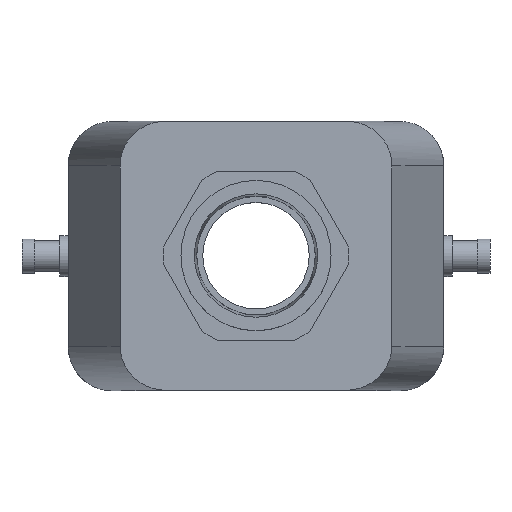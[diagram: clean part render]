
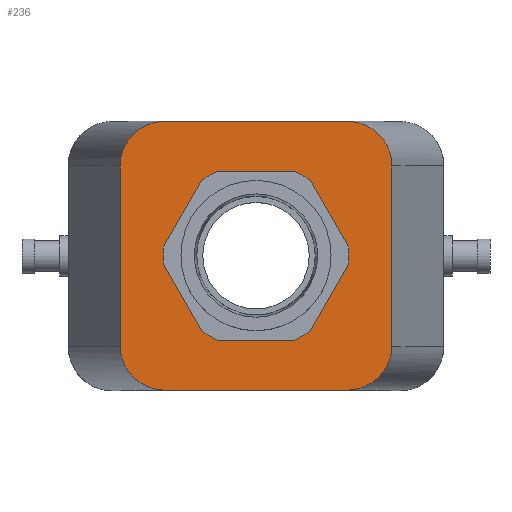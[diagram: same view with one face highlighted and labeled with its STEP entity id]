
A CAD part, top view. The second image highlights one B-rep face of the part: STEP entity #236.
In plain terms, the highlighted planar face has unit normal (0, 0, 1).
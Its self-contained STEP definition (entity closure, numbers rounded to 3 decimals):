
#236 = ADVANCED_FACE( '', ( #609, #610 ), #611, .T. );
#609 = FACE_BOUND( '', #1148, .T. );
#610 = FACE_OUTER_BOUND( '', #1149, .T. );
#611 = PLANE( '', #1150 );
#1148 = EDGE_LOOP( '', ( #1850 ) );
#1149 = EDGE_LOOP( '', ( #1851, #1852, #1853, #1854, #1855, #1856, #1857, #1858 ) );
#1150 = AXIS2_PLACEMENT_3D( '', #1859, #1860, #1861 );
#1850 = ORIENTED_EDGE( '', *, *, #3139, .F. );
#1851 = ORIENTED_EDGE( '', *, *, #3222, .T. );
#1852 = ORIENTED_EDGE( '', *, *, #3223, .T. );
#1853 = ORIENTED_EDGE( '', *, *, #3224, .F. );
#1854 = ORIENTED_EDGE( '', *, *, #3225, .F. );
#1855 = ORIENTED_EDGE( '', *, *, #3226, .T. );
#1856 = ORIENTED_EDGE( '', *, *, #3227, .F. );
#1857 = ORIENTED_EDGE( '', *, *, #3228, .F. );
#1858 = ORIENTED_EDGE( '', *, *, #3098, .T. );
#1859 = CARTESIAN_POINT( '', ( -21.7, 0., 52. ) );
#1860 = DIRECTION( '', ( 0., 0., 1. ) );
#1861 = DIRECTION( '', ( 1., 0., 0. ) );
#3098 = EDGE_CURVE( '', #3643, #3641, #3644, .T. );
#3139 = EDGE_CURVE( '', #3714, #3714, #3715, .T. );
#3222 = EDGE_CURVE( '', #3641, #3857, #3858, .T. );
#3223 = EDGE_CURVE( '', #3857, #3859, #3860, .T. );
#3224 = EDGE_CURVE( '', #3861, #3859, #3862, .T. );
#3225 = EDGE_CURVE( '', #3863, #3861, #3864, .T. );
#3226 = EDGE_CURVE( '', #3863, #3865, #3866, .T. );
#3227 = EDGE_CURVE( '', #3867, #3865, #3868, .T. );
#3228 = EDGE_CURVE( '', #3643, #3867, #3869, .T. );
#3641 = VERTEX_POINT( '', #4437 );
#3643 = VERTEX_POINT( '', #4440 );
#3644 = LINE( '', #4441, #4442 );
#3714 = VERTEX_POINT( '', #4534 );
#3715 = CIRCLE( '', #4535, 13. );
#3857 = VERTEX_POINT( '', #4820 );
#3858 = ELLIPSE( '', #4821, 7.232, 7. );
#3859 = VERTEX_POINT( '', #4822 );
#3860 = LINE( '', #4823, #4824 );
#3861 = VERTEX_POINT( '', #4825 );
#3862 = ELLIPSE( '', #4826, 7.232, 7. );
#3863 = VERTEX_POINT( '', #4827 );
#3864 = LINE( '', #4828, #4829 );
#3865 = VERTEX_POINT( '', #4830 );
#3866 = ELLIPSE( '', #4831, 7.232, 7. );
#3867 = VERTEX_POINT( '', #4832 );
#3868 = LINE( '', #4833, #4834 );
#3869 = ELLIPSE( '', #4835, 7.232, 7. );
#4437 = CARTESIAN_POINT( '', ( -21.7, -14.5, 52. ) );
#4440 = CARTESIAN_POINT( '', ( -21.7, 14.5, 52. ) );
#4441 = CARTESIAN_POINT( '', ( -21.7, 0., 52. ) );
#4442 = VECTOR( '', #5706, 1000. );
#4534 = CARTESIAN_POINT( '', ( 13., 0., 52. ) );
#4535 = AXIS2_PLACEMENT_3D( '', #5752, #5753, #5754 );
#4820 = CARTESIAN_POINT( '', ( -14.468, -21.5, 52. ) );
#4821 = AXIS2_PLACEMENT_3D( '', #5831, #5832, #5833 );
#4822 = CARTESIAN_POINT( '', ( 14.468, -21.5, 52. ) );
#4823 = CARTESIAN_POINT( '', ( -21.7, -21.5, 52. ) );
#4824 = VECTOR( '', #5834, 1000. );
#4825 = CARTESIAN_POINT( '', ( 21.7, -14.5, 52. ) );
#4826 = AXIS2_PLACEMENT_3D( '', #5835, #5836, #5837 );
#4827 = CARTESIAN_POINT( '', ( 21.7, 14.5, 52. ) );
#4828 = CARTESIAN_POINT( '', ( 21.7, 0., 52. ) );
#4829 = VECTOR( '', #5838, 1000. );
#4830 = CARTESIAN_POINT( '', ( 14.468, 21.5, 52. ) );
#4831 = AXIS2_PLACEMENT_3D( '', #5839, #5840, #5841 );
#4832 = CARTESIAN_POINT( '', ( -14.468, 21.5, 52. ) );
#4833 = CARTESIAN_POINT( '', ( -21.7, 21.5, 52. ) );
#4834 = VECTOR( '', #5842, 1000. );
#4835 = AXIS2_PLACEMENT_3D( '', #5843, #5844, #5845 );
#5706 = DIRECTION( '', ( 0., -1., 0. ) );
#5752 = CARTESIAN_POINT( '', ( 0., 0., 52. ) );
#5753 = DIRECTION( '', ( 0., 0., 1. ) );
#5754 = DIRECTION( '', ( 1., 0., 0. ) );
#5831 = CARTESIAN_POINT( '', ( -14.468, -14.5, 52. ) );
#5832 = DIRECTION( '', ( 0., 0., 1. ) );
#5833 = DIRECTION( '', ( -1., 0., 0. ) );
#5834 = DIRECTION( '', ( 1., 0., 0. ) );
#5835 = CARTESIAN_POINT( '', ( 14.468, -14.5, 52. ) );
#5836 = DIRECTION( '', ( 0., 0., -1. ) );
#5837 = DIRECTION( '', ( 1., 0., 0. ) );
#5838 = DIRECTION( '', ( 0., -1., 0. ) );
#5839 = CARTESIAN_POINT( '', ( 14.468, 14.5, 52. ) );
#5840 = DIRECTION( '', ( 0., 0., 1. ) );
#5841 = DIRECTION( '', ( 1., 0., 0. ) );
#5842 = DIRECTION( '', ( 1., 0., 0. ) );
#5843 = CARTESIAN_POINT( '', ( -14.468, 14.5, 52. ) );
#5844 = DIRECTION( '', ( 0., 0., -1. ) );
#5845 = DIRECTION( '', ( -1., 0., 0. ) );
